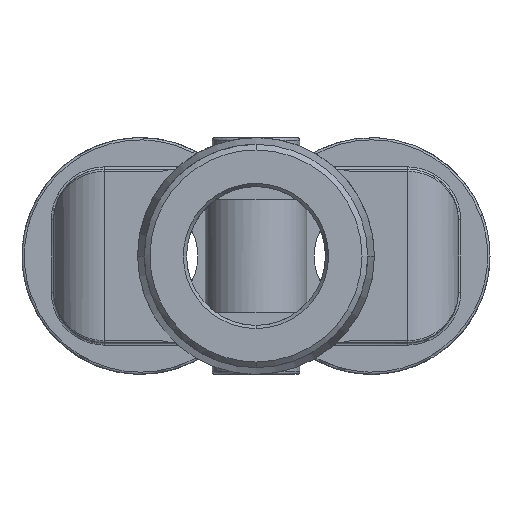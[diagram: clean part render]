
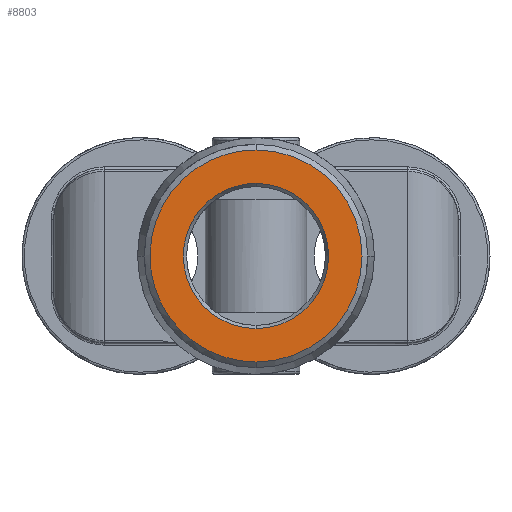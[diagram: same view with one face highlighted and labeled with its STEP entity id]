
A CAD part, front view. The second image highlights one B-rep face of the part: STEP entity #8803.
In plain terms, the highlighted planar face has unit normal (0, -1, 0).
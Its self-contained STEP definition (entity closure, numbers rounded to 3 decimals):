
#8695=CARTESIAN_POINT('Axis2P3D Location',(0.,-6.5,0.)) ;
#8699=CARTESIAN_POINT('Vertex',(0.,-6.5,-6.439)) ;
#8701=CARTESIAN_POINT('Vertex',(0.,-6.5,6.439)) ;
#8729=CARTESIAN_POINT('Axis2P3D Location',(0.,-6.5,0.)) ;
#8735=CARTESIAN_POINT('Control Point',(0.,-6.5,-9.4)) ;
#8736=CARTESIAN_POINT('Control Point',(-0.901,-6.5,-9.4)) ;
#8737=CARTESIAN_POINT('Control Point',(-1.802,-6.5,-9.292)) ;
#8738=CARTESIAN_POINT('Control Point',(-2.686,-6.5,-9.076)) ;
#8739=CARTESIAN_POINT('Control Point',(-4.385,-6.5,-8.436)) ;
#8740=CARTESIAN_POINT('Control Point',(-5.885,-6.5,-7.413)) ;
#8741=CARTESIAN_POINT('Control Point',(-6.57,-6.5,-6.814)) ;
#8742=CARTESIAN_POINT('Control Point',(-7.782,-6.5,-5.463)) ;
#8743=CARTESIAN_POINT('Control Point',(-8.641,-6.5,-3.864)) ;
#8744=CARTESIAN_POINT('Control Point',(-8.972,-6.5,-3.016)) ;
#8745=CARTESIAN_POINT('Control Point',(-9.424,-6.5,-1.258)) ;
#8746=CARTESIAN_POINT('Control Point',(-9.449,-6.5,0.557)) ;
#8747=CARTESIAN_POINT('Control Point',(-9.352,-6.5,1.462)) ;
#8748=CARTESIAN_POINT('Control Point',(-8.942,-6.5,3.23)) ;
#8749=CARTESIAN_POINT('Control Point',(-8.127,-6.5,4.852)) ;
#8750=CARTESIAN_POINT('Control Point',(-7.623,-6.5,5.61)) ;
#8751=CARTESIAN_POINT('Control Point',(-6.445,-6.5,6.991)) ;
#8752=CARTESIAN_POINT('Control Point',(-4.973,-6.5,8.053)) ;
#8753=CARTESIAN_POINT('Control Point',(-4.177,-6.5,8.494)) ;
#8754=CARTESIAN_POINT('Control Point',(-2.87,-6.5,9.023)) ;
#8755=CARTESIAN_POINT('Control Point',(-1.494,-6.5,9.301)) ;
#8756=CARTESIAN_POINT('Control Point',(-0.998,-6.5,9.367)) ;
#8757=CARTESIAN_POINT('Control Point',(-0.499,-6.5,9.4)) ;
#8758=CARTESIAN_POINT('Control Point',(0.,-6.5,9.4)) ;
#8759=CARTESIAN_POINT('Vertex',(0.,-6.5,-9.4)) ;
#8761=CARTESIAN_POINT('Vertex',(0.,-6.5,9.4)) ;
#8764=CARTESIAN_POINT('Axis2P3D Location',(0.,-6.5,0.)) ;
#8774=CARTESIAN_POINT('Control Point',(0.,-6.5,-6.439)) ;
#8775=CARTESIAN_POINT('Control Point',(-0.622,-6.5,-6.439)) ;
#8776=CARTESIAN_POINT('Control Point',(-1.243,-6.5,-6.364)) ;
#8777=CARTESIAN_POINT('Control Point',(-1.853,-6.5,-6.214)) ;
#8778=CARTESIAN_POINT('Control Point',(-3.023,-6.5,-5.77)) ;
#8779=CARTESIAN_POINT('Control Point',(-4.055,-6.5,-5.06)) ;
#8780=CARTESIAN_POINT('Control Point',(-4.525,-6.5,-4.644)) ;
#8781=CARTESIAN_POINT('Control Point',(-5.356,-6.5,-3.707)) ;
#8782=CARTESIAN_POINT('Control Point',(-5.94,-6.5,-2.6)) ;
#8783=CARTESIAN_POINT('Control Point',(-6.163,-6.5,-2.013)) ;
#8784=CARTESIAN_POINT('Control Point',(-6.465,-6.5,-0.798)) ;
#8785=CARTESIAN_POINT('Control Point',(-6.468,-6.5,0.454)) ;
#8786=CARTESIAN_POINT('Control Point',(-6.394,-6.5,1.078)) ;
#8787=CARTESIAN_POINT('Control Point',(-6.096,-6.5,2.294)) ;
#8788=CARTESIAN_POINT('Control Point',(-5.518,-6.5,3.404)) ;
#8789=CARTESIAN_POINT('Control Point',(-5.163,-6.5,3.922)) ;
#8790=CARTESIAN_POINT('Control Point',(-4.335,-6.5,4.861)) ;
#8791=CARTESIAN_POINT('Control Point',(-3.308,-6.5,5.577)) ;
#8792=CARTESIAN_POINT('Control Point',(-2.753,-6.5,5.87)) ;
#8793=CARTESIAN_POINT('Control Point',(-1.871,-6.5,6.208)) ;
#8794=CARTESIAN_POINT('Control Point',(-0.947,-6.5,6.38)) ;
#8795=CARTESIAN_POINT('Control Point',(-0.633,-6.5,6.419)) ;
#8796=CARTESIAN_POINT('Control Point',(-0.316,-6.5,6.439)) ;
#8797=CARTESIAN_POINT('Control Point',(0.,-6.5,6.439)) ;
#8696=DIRECTION('Axis2P3D Direction',(0.,-1.,0.)) ;
#8730=DIRECTION('Axis2P3D Direction',(0.,-1.,0.)) ;
#8731=DIRECTION('Axis2P3D XDirection',(0.,0.,1.)) ;
#8765=DIRECTION('Axis2P3D Direction',(0.,-1.,0.)) ;
#8697=AXIS2_PLACEMENT_3D('Circle Axis2P3D',#8695,#8696,$) ;
#8732=AXIS2_PLACEMENT_3D('Plane Axis2P3D',#8729,#8730,#8731) ;
#8766=AXIS2_PLACEMENT_3D('Circle Axis2P3D',#8764,#8765,$) ;
#8770=ORIENTED_EDGE('',*,*,#8763,.F.) ;
#8771=ORIENTED_EDGE('',*,*,#8768,.T.) ;
#8800=ORIENTED_EDGE('',*,*,#8703,.F.) ;
#8801=ORIENTED_EDGE('',*,*,#8798,.T.) ;
#8802=FACE_BOUND('',#8799,.T.) ;
#8803=ADVANCED_FACE('MANIFOLD_SOLID_BREP #7634',(#8772,#8802),#8733,.T.) ;
#8734=B_SPLINE_CURVE_WITH_KNOTS('',5,(#8735,#8736,#8737,#8738,#8739,#8740,#8741,#8742,#8743,#8744,#8745,#8746,#8747,#8748,#8749,#8750,#8751,#8752,#8753,#8754,#8755,#8756,#8757,#8758),.UNSPECIFIED.,.F.,.U.,(6,3,3,3,3,3,3,6),(0.,6.372,12.745,19.117,25.49,31.862,38.234,41.763),.UNSPECIFIED.) ;
#8773=B_SPLINE_CURVE_WITH_KNOTS('',5,(#8774,#8775,#8776,#8777,#8778,#8779,#8780,#8781,#8782,#8783,#8784,#8785,#8786,#8787,#8788,#8789,#8790,#8791,#8792,#8793,#8794,#8795,#8796,#8797),.UNSPECIFIED.,.F.,.U.,(6,3,3,3,3,3,3,6),(0.,4.395,8.79,13.185,17.58,21.975,26.37,28.606),.UNSPECIFIED.) ;
#8698=CIRCLE('generated circle',#8697,6.439) ;
#8767=CIRCLE('generated circle',#8766,9.4) ;
#8703=EDGE_CURVE('',#8700,#8702,#8698,.T.) ;
#8763=EDGE_CURVE('',#8760,#8762,#8734,.T.) ;
#8768=EDGE_CURVE('',#8760,#8762,#8767,.T.) ;
#8798=EDGE_CURVE('',#8700,#8702,#8773,.T.) ;
#8769=EDGE_LOOP('',(#8770,#8771)) ;
#8799=EDGE_LOOP('',(#8800,#8801)) ;
#8772=FACE_OUTER_BOUND('',#8769,.T.) ;
#8733=PLANE('',#8732) ;
#8700=VERTEX_POINT('',#8699) ;
#8702=VERTEX_POINT('',#8701) ;
#8760=VERTEX_POINT('',#8759) ;
#8762=VERTEX_POINT('',#8761) ;
